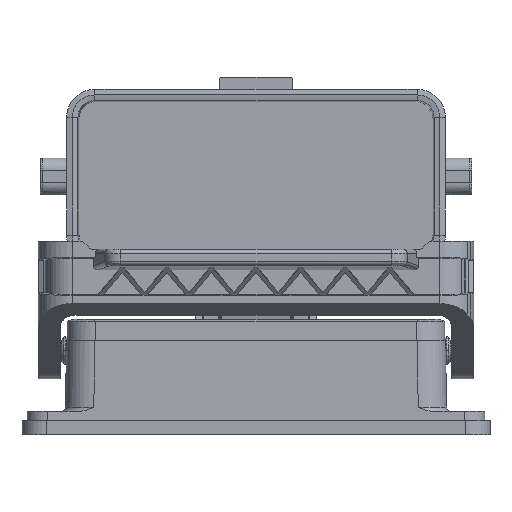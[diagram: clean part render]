
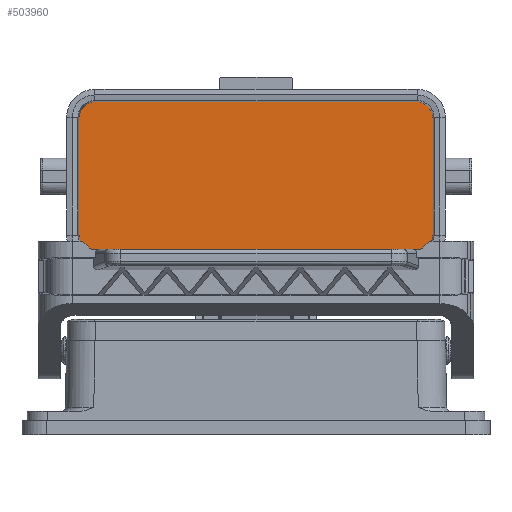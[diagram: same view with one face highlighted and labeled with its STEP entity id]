
A CAD part, front view. The second image highlights one B-rep face of the part: STEP entity #503960.
In plain terms, the highlighted face is planar.
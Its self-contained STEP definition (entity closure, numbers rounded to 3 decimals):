
#499680=CARTESIAN_POINT('',(0.196,-17.117,
-43.562));
#499690=VERTEX_POINT('',#499680);
#499840=CARTESIAN_POINT('',(0.196,-96.096,
-43.562));
#499850=VERTEX_POINT('',#499840);
#499880=CARTESIAN_POINT('',(0.196,-6.722,
-43.562));
#499890=DIRECTION('',(0.,1.,0.));
#499900=VECTOR('',#499890,1.);
#499910=LINE('',#499880,#499900);
#499920=EDGE_CURVE('',#499850,#499690,#499910,.T.);
#502960=CARTESIAN_POINT('',(0.196,-96.093,
-76.237));
#502970=DIRECTION('',(-1.,0.,0.));
#502980=DIRECTION('',(0.,-0.707,
-0.707));
#502990=AXIS2_PLACEMENT_3D('',#502960,#502970,#502980);
#503000=ELLIPSE('',#502990,4.203,4.2);
#503010=CARTESIAN_POINT('',(0.196,-96.096,
-80.438));
#503020=VERTEX_POINT('',#503010);
#503030=CARTESIAN_POINT('',(0.196,-100.294,
-76.24));
#503040=VERTEX_POINT('',#503030);
#503050=EDGE_CURVE('',#503020,#503040,#503000,.T.);
#503400=CARTESIAN_POINT('',(0.196,-72.146,
-78.661));
#503410=DIRECTION('',(-1.,0.,0.));
#503420=DIRECTION('',(0.,0.,-1.));
#503430=AXIS2_PLACEMENT_3D('',#503400,#503410,#503420);
#503440=PLANE('',#503430);
#503450=CARTESIAN_POINT('',(0.196,-6.722,
-80.438));
#503460=DIRECTION('',(0.,-1.,0.));
#503470=VECTOR('',#503460,1.);
#503480=LINE('',#503450,#503470);
#503490=CARTESIAN_POINT('',(0.196,-17.117,
-80.438));
#503500=VERTEX_POINT('',#503490);
#503510=EDGE_CURVE('',#503500,#503020,#503480,.T.);
#503520=ORIENTED_EDGE('',*,*,#503510,.T.);
#503530=CARTESIAN_POINT('',(0.196,-17.12,
-76.237));
#503540=DIRECTION('',(-1.,0.,0.));
#503550=DIRECTION('',(0.,0.707,
-0.707));
#503560=AXIS2_PLACEMENT_3D('',#503530,#503540,#503550);
#503570=ELLIPSE('',#503560,4.203,4.2);
#503580=CARTESIAN_POINT('',(0.196,-12.918,
-76.24));
#503590=VERTEX_POINT('',#503580);
#503600=EDGE_CURVE('',#503590,#503500,#503570,.T.);
#503610=ORIENTED_EDGE('',*,*,#503600,.T.);
#503620=CARTESIAN_POINT('',(0.196,-12.918,
-92.144));
#503630=DIRECTION('',(0.,0.,-1.));
#503640=VECTOR('',#503630,1.);
#503650=LINE('',#503620,#503640);
#503660=CARTESIAN_POINT('',(0.196,-12.918,
-47.76));
#503670=VERTEX_POINT('',#503660);
#503680=EDGE_CURVE('',#503670,#503590,#503650,.T.);
#503690=ORIENTED_EDGE('',*,*,#503680,.T.);
#503700=CARTESIAN_POINT('',(0.196,-17.12,
-47.763));
#503710=DIRECTION('',(-1.,0.,0.));
#503720=DIRECTION('',(0.,-0.707,
-0.707));
#503730=AXIS2_PLACEMENT_3D('',#503700,#503710,#503720);
#503740=ELLIPSE('',#503730,4.203,4.2);
#503750=EDGE_CURVE('',#499690,#503670,#503740,.T.);
#503760=ORIENTED_EDGE('',*,*,#503750,.T.);
#503770=ORIENTED_EDGE('',*,*,#499920,.T.);
#503780=CARTESIAN_POINT('',(0.196,-96.093,
-47.763));
#503790=DIRECTION('',(-1.,0.,0.));
#503800=DIRECTION('',(0.,0.707,
-0.707));
#503810=AXIS2_PLACEMENT_3D('',#503780,#503790,#503800);
#503820=ELLIPSE('',#503810,4.203,4.2);
#503830=CARTESIAN_POINT('',(0.196,-100.294,
-47.76));
#503840=VERTEX_POINT('',#503830);
#503850=EDGE_CURVE('',#503840,#499850,#503820,.T.);
#503860=ORIENTED_EDGE('',*,*,#503850,.T.);
#503870=CARTESIAN_POINT('',(0.196,-100.294,
-92.144));
#503880=DIRECTION('',(0.,0.,-1.));
#503890=VECTOR('',#503880,1.);
#503900=LINE('',#503870,#503890);
#503910=EDGE_CURVE('',#503840,#503040,#503900,.T.);
#503920=ORIENTED_EDGE('',*,*,#503910,.F.);
#503930=ORIENTED_EDGE('',*,*,#503050,.T.);
#503940=EDGE_LOOP('',(#503930,#503920,#503860,#503770,#503760,#503690,
#503610,#503520));
#503950=FACE_OUTER_BOUND('',#503940,.T.);
#503960=ADVANCED_FACE('',(#503950),#503440,.T.);
